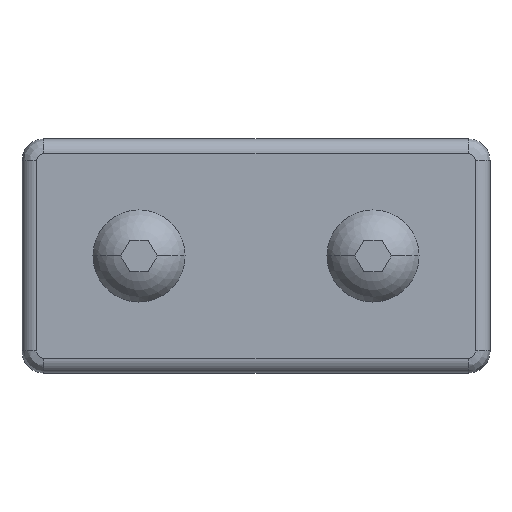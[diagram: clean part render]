
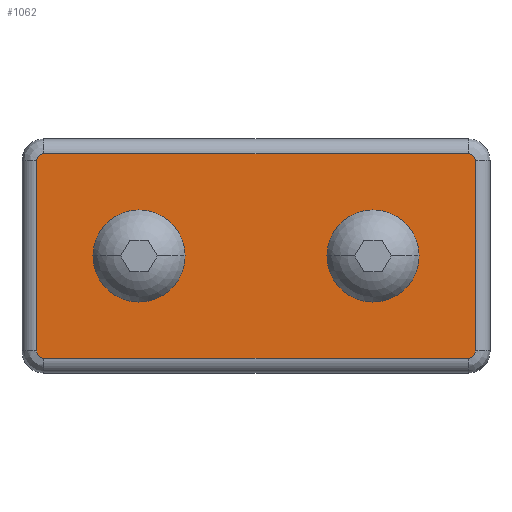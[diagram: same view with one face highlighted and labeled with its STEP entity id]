
A CAD part, top view. The second image highlights one B-rep face of the part: STEP entity #1062.
In plain terms, the highlighted free-form (B-spline) face has degree [1, 1] with [2, 2] control points.
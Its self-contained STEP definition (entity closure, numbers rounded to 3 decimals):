
#151=CARTESIAN_POINT('',(0.5,0.633,0.125));
#152=VERTEX_POINT('',#151);
#161=CARTESIAN_POINT('',(0.5,0.367,0.125));
#162=VERTEX_POINT('',#161);
#163=CARTESIAN_POINT('',(0.5,0.5,0.125));
#164=DIRECTION('',(0.0,0.0,1.0));
#165=DIRECTION('',(0.0,1.0,0.0));
#166=AXIS2_PLACEMENT_3D('',#163,#164,#165);
#167=CIRCLE('',#166,0.133);
#168=EDGE_CURVE('',#152,#162,#167,.T.);
#193=CARTESIAN_POINT('',(-0.5,0.633,0.125));
#194=VERTEX_POINT('',#193);
#203=CARTESIAN_POINT('',(-0.5,0.367,0.125));
#204=VERTEX_POINT('',#203);
#205=CARTESIAN_POINT('',(-0.5,0.5,0.125));
#206=DIRECTION('',(0.0,0.0,-1.0));
#207=DIRECTION('',(0.0,1.0,0.0));
#208=AXIS2_PLACEMENT_3D('',#205,#206,#207);
#209=CIRCLE('',#208,0.133);
#210=EDGE_CURVE('',#204,#194,#209,.T.);
#244=CARTESIAN_POINT('',(-0.5,0.5,0.125));
#245=DIRECTION('',(0.0,0.0,-1.0));
#246=DIRECTION('',(0.0,1.0,0.0));
#247=AXIS2_PLACEMENT_3D('',#244,#245,#246);
#248=CIRCLE('',#247,0.133);
#249=EDGE_CURVE('',#194,#204,#248,.T.);
#309=CARTESIAN_POINT('',(-0.937,0.906,0.125));
#310=VERTEX_POINT('',#309);
#318=CARTESIAN_POINT('',(-0.906,0.937,0.125));
#319=VERTEX_POINT('',#318);
#320=CARTESIAN_POINT('',(-0.906,0.906,0.125));
#321=DIRECTION('',(0.0,0.0,-1.0));
#322=DIRECTION('',(-0.707,0.707,0.0));
#323=AXIS2_PLACEMENT_3D('',#320,#321,#322);
#324=CIRCLE('',#323,0.031);
#325=EDGE_CURVE('',#310,#319,#324,.T.);
#353=CARTESIAN_POINT('',(-0.937,0.094,0.125));
#354=VERTEX_POINT('',#353);
#362=CARTESIAN_POINT('',(-0.937,0.094,0.125));
#363=DIRECTION('',(0.0,1.0,0.0));
#364=VECTOR('',#363,0.812);
#365=LINE('',#362,#364);
#366=EDGE_CURVE('',#354,#310,#365,.T.);
#433=CARTESIAN_POINT('',(-0.906,0.063,0.125));
#434=VERTEX_POINT('',#433);
#442=CARTESIAN_POINT('',(-0.906,0.094,0.125));
#443=DIRECTION('',(0.0,0.0,-1.0));
#444=DIRECTION('',(-0.707,-0.707,0.0));
#445=AXIS2_PLACEMENT_3D('',#442,#443,#444);
#446=CIRCLE('',#445,0.031);
#447=EDGE_CURVE('',#434,#354,#446,.T.);
#576=CARTESIAN_POINT('',(0.5,0.5,0.125));
#577=DIRECTION('',(0.0,0.0,1.0));
#578=DIRECTION('',(0.0,1.0,0.0));
#579=AXIS2_PLACEMENT_3D('',#576,#577,#578);
#580=CIRCLE('',#579,0.133);
#581=EDGE_CURVE('',#162,#152,#580,.T.);
#621=CARTESIAN_POINT('',(0.906,0.937,0.125));
#622=VERTEX_POINT('',#621);
#623=CARTESIAN_POINT('',(-0.906,0.937,0.125));
#624=DIRECTION('',(1.0,0.0,0.0));
#625=VECTOR('',#624,1.812);
#626=LINE('',#623,#625);
#627=EDGE_CURVE('',#319,#622,#626,.T.);
#694=CARTESIAN_POINT('',(0.937,0.906,0.125));
#695=VERTEX_POINT('',#694);
#711=CARTESIAN_POINT('',(0.906,0.906,0.125));
#712=DIRECTION('',(0.0,0.0,1.0));
#713=DIRECTION('',(0.707,0.707,0.0));
#714=AXIS2_PLACEMENT_3D('',#711,#712,#713);
#715=CIRCLE('',#714,0.031);
#716=EDGE_CURVE('',#695,#622,#715,.T.);
#749=CARTESIAN_POINT('',(0.937,0.094,0.125));
#750=VERTEX_POINT('',#749);
#765=CARTESIAN_POINT('',(0.937,0.094,0.125));
#766=DIRECTION('',(0.0,1.0,0.0));
#767=VECTOR('',#766,0.812);
#768=LINE('',#765,#767);
#769=EDGE_CURVE('',#750,#695,#768,.T.);
#829=CARTESIAN_POINT('',(0.906,0.063,0.125));
#830=VERTEX_POINT('',#829);
#846=CARTESIAN_POINT('',(0.906,0.094,0.125));
#847=DIRECTION('',(0.0,0.0,1.0));
#848=DIRECTION('',(0.707,-0.707,0.0));
#849=AXIS2_PLACEMENT_3D('',#846,#847,#848);
#850=CIRCLE('',#849,0.031);
#851=EDGE_CURVE('',#830,#750,#850,.T.);
#882=CARTESIAN_POINT('',(-0.906,0.063,0.125));
#883=DIRECTION('',(1.0,0.0,0.0));
#884=VECTOR('',#883,1.812);
#885=LINE('',#882,#884);
#886=EDGE_CURVE('',#434,#830,#885,.T.);
#1039=CARTESIAN_POINT('',(-0.937,0.937,0.125));
#1040=CARTESIAN_POINT('',(0.937,0.937,0.125));
#1041=CARTESIAN_POINT('',(-0.937,0.063,0.125));
#1042=CARTESIAN_POINT('',(0.937,0.063,0.125));
#1043=B_SPLINE_SURFACE_WITH_KNOTS('',1,1,((#1039,#1041),(#1040,#1042)),.UNSPECIFIED.,.F.,.F.,.U.,(2,2),(2,2),(0.0,1.874),(0.0,0.874),.UNSPECIFIED.);
#1044=ORIENTED_EDGE('',*,*,#627,.F.);
#1045=ORIENTED_EDGE('',*,*,#325,.F.);
#1046=ORIENTED_EDGE('',*,*,#366,.F.);
#1047=ORIENTED_EDGE('',*,*,#447,.F.);
#1048=ORIENTED_EDGE('',*,*,#886,.T.);
#1049=ORIENTED_EDGE('',*,*,#851,.T.);
#1050=ORIENTED_EDGE('',*,*,#769,.T.);
#1051=ORIENTED_EDGE('',*,*,#716,.T.);
#1052=EDGE_LOOP('',(#1044,#1045,#1046,#1047,#1048,#1049,#1050,#1051));
#1053=FACE_OUTER_BOUND('',#1052,.T.);
#1054=ORIENTED_EDGE('',*,*,#249,.T.);
#1055=ORIENTED_EDGE('',*,*,#210,.T.);
#1056=EDGE_LOOP('',(#1054,#1055));
#1057=FACE_BOUND('',#1056,.T.);
#1058=ORIENTED_EDGE('',*,*,#168,.F.);
#1059=ORIENTED_EDGE('',*,*,#581,.F.);
#1060=EDGE_LOOP('',(#1058,#1059));
#1061=FACE_BOUND('',#1060,.T.);
#1062=ADVANCED_FACE('',(#1053,#1057,#1061),#1043,.F.);
